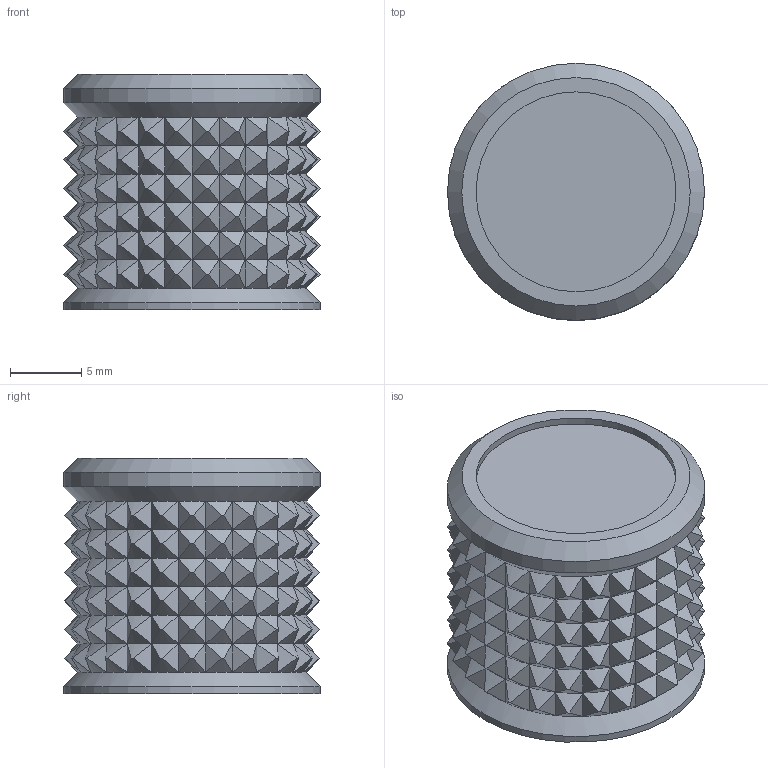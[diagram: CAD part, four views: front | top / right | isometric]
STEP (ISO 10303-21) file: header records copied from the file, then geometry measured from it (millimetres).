
FILE_DESCRIPTION(/* description */ ('Ручка'),/* implementation_level */ '2;1');
FILE_NAME(/* name */ 'UNIT_STANDALONE-FRONT-PANEL_Knob_2.1.step',/* time_stamp */ '2025-09-24T19:42:04+03:00',/* author */ ('pavlu'),/* organization */ (''),/* preprocessor_version */ 'ST-DEVELOPER v19.2',/* originating_system */ 'Autodesk Inventor 2024',/* authorisation */ '');
FILE_SCHEMA (('AUTOMOTIVE_DESIGN { 1 0 10303 214 3 1 1 }'));
Length unit declared in the file: millimetre
Products named in the file (1): Knob 2.1
Bounding box: 18 x 18 x 16.5 mm (x, y, z)
Volume: 3138.9 mm3; surface area: 2010.1 mm2
Topology: 1 solids, 1 shells, 727 faces, 1413 edges, 690 vertices
Faces by surface type: plane 370, cone 317, cylinder 40
Full cylindrical faces by diameter (mm): 8 x1, 14 x1, 18 x2
Entity records: 16872 total; most frequent: CARTESIAN_POINT 4223, ORIENTED_EDGE 2826, DIRECTION 2599, EDGE_CURVE 1413, AXIS2_PLACEMENT_3D 1154, EDGE_LOOP 729, FACE_OUTER_BOUND 727, ADVANCED_FACE 727
